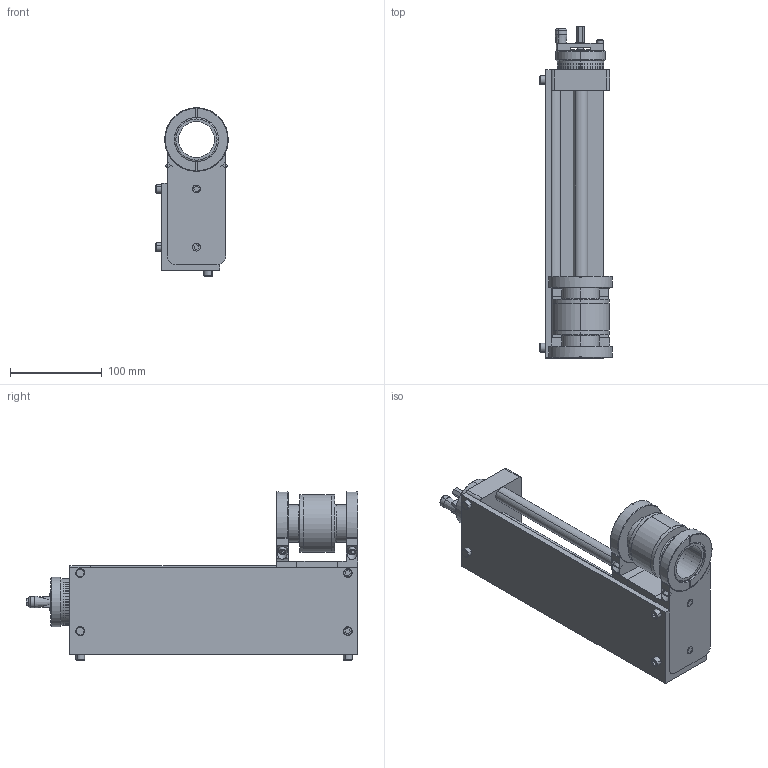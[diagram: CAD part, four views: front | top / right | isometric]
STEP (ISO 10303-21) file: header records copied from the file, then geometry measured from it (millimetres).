
FILE_DESCRIPTION (( 'STEP AP203' ), '1' );
FILE_NAME ('BLT27S-08_10011560.STEP', '2015-03-12T21:36:07', ( 'JBeebout' ), ( 'Microsoft' ), 'SwSTEP 2.0', 'SolidWorks 2014', '' );
FILE_SCHEMA (( 'CONFIG_CONTROL_DESIGN' ));
Length unit declared in the file: inch
Products named in the file (1): BLT27S-08_10011560
Bounding box: 79.11 x 362.27 x 183.9 mm (x, y, z)
Volume: 1211711.3 mm3; surface area: 243940.6 mm2
Topology: 1 solids, 1 shells, 549 faces, 1470 edges, 977 vertices
Faces by surface type: plane 380, cylinder 115, cone 46, torus 8
Entity records: 17306 total; most frequent: CARTESIAN_POINT 3097, DIRECTION 2964, ORIENTED_EDGE 2932, EDGE_CURVE 1466, VECTOR 1016, LINE 1016, VERTEX_POINT 977, AXIS2_PLACEMENT_3D 974
